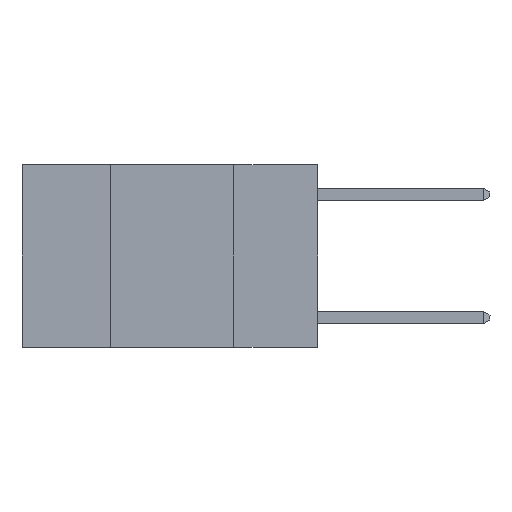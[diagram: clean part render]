
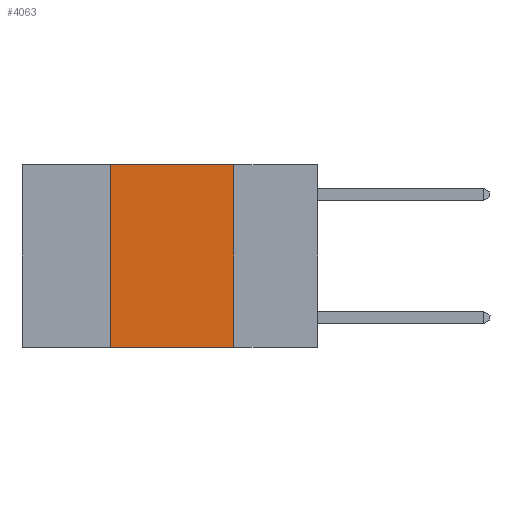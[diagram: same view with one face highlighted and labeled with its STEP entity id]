
A CAD part, left-side view. The second image highlights one B-rep face of the part: STEP entity #4063.
In plain terms, the highlighted planar face has unit normal (-1, 0, 0).
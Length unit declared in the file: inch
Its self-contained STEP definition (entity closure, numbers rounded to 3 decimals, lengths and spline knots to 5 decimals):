
#86 = VERTEX_POINT ( 'NONE', #840 ) ;
#104 = CARTESIAN_POINT ( 'NONE',  ( 0., 0.6, 0. ) ) ;
#547 = CARTESIAN_POINT ( 'NONE',  ( 0., 0.17, -0.37 ) ) ;
#840 = CARTESIAN_POINT ( 'NONE',  ( 0., 0.42, -0.37 ) ) ;
#959 = DIRECTION ( 'NONE',  ( 0., 0., -1. ) ) ;
#1421 = FACE_OUTER_BOUND ( 'NONE', #5235, .T. ) ;
#1435 = LINE ( 'NONE', #4053, #5454 ) ;
#1592 = DIRECTION ( 'NONE',  ( 0., -1., 0. ) ) ;
#1694 = VERTEX_POINT ( 'NONE', #3383 ) ;
#2727 = ORIENTED_EDGE ( 'NONE', *, *, #6431, .F. ) ;
#3130 = LINE ( 'NONE', #6171, #5007 ) ;
#3312 = EDGE_CURVE ( 'NONE', #1694, #9333, #1435, .T. ) ;
#3383 = CARTESIAN_POINT ( 'NONE',  ( 0., 0.42, 0. ) ) ;
#3503 = VECTOR ( 'NONE', #9314, 39.37008 ) ;
#4053 = CARTESIAN_POINT ( 'NONE',  ( 0., 0.6, 0. ) ) ;
#4063 = ADVANCED_FACE ( 'NONE', ( #1421 ), #5727, .F. ) ;
#4768 = CARTESIAN_POINT ( 'NONE',  ( 0., 0.42, 0. ) ) ;
#5007 = VECTOR ( 'NONE', #8206, 39.37008 ) ;
#5235 = EDGE_LOOP ( 'NONE', ( #6523, #5741, #2727, #6745 ) ) ;
#5454 = VECTOR ( 'NONE', #1592, 39.37008 ) ;
#5727 = PLANE ( 'NONE',  #8483 ) ;
#5741 = ORIENTED_EDGE ( 'NONE', *, *, #3312, .F. ) ;
#5767 = DIRECTION ( 'NONE',  ( 1., 0., 0. ) ) ;
#6171 = CARTESIAN_POINT ( 'NONE',  ( 0., 0.6, -0.37 ) ) ;
#6353 = VERTEX_POINT ( 'NONE', #547 ) ;
#6431 = EDGE_CURVE ( 'NONE', #86, #1694, #9173, .T. ) ;
#6459 = CARTESIAN_POINT ( 'NONE',  ( 0., 0.17, 0. ) ) ;
#6523 = ORIENTED_EDGE ( 'NONE', *, *, #8519, .F. ) ;
#6745 = ORIENTED_EDGE ( 'NONE', *, *, #8950, .T. ) ;
#6903 = DIRECTION ( 'NONE',  ( 0., 0., 1. ) ) ;
#8206 = DIRECTION ( 'NONE',  ( 0., -1., 0. ) ) ;
#8483 = AXIS2_PLACEMENT_3D ( 'NONE', #104, #5767, #959 ) ;
#8519 = EDGE_CURVE ( 'NONE', #9333, #6353, #9251, .T. ) ;
#8633 = CARTESIAN_POINT ( 'NONE',  ( 0., 0.17, 0. ) ) ;
#8950 = EDGE_CURVE ( 'NONE', #86, #6353, #3130, .T. ) ;
#8961 = VECTOR ( 'NONE', #6903, 39.37008 ) ;
#9173 = LINE ( 'NONE', #4768, #8961 ) ;
#9251 = LINE ( 'NONE', #8633, #3503 ) ;
#9314 = DIRECTION ( 'NONE',  ( 0., 0., -1. ) ) ;
#9333 = VERTEX_POINT ( 'NONE', #6459 ) ;
